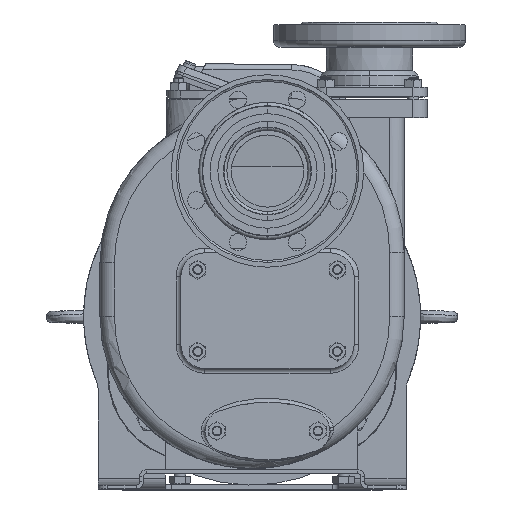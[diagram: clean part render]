
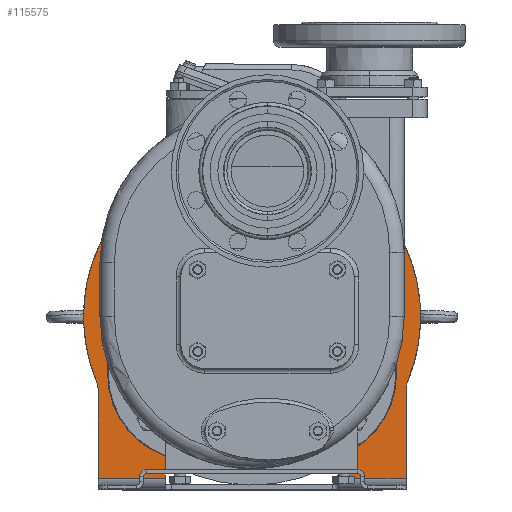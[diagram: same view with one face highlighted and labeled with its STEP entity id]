
A CAD part, top view. The second image highlights one B-rep face of the part: STEP entity #115575.
In plain terms, the highlighted planar face has unit normal (0, 0, 1).
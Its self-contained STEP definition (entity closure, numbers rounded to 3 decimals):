
#24038=CARTESIAN_POINT('',(-84.,-2.,-507.5));
#24039=DIRECTION('',(0.,0.,-1.));
#24040=DIRECTION('',(-1.,0.,0.));
#24041=AXIS2_PLACEMENT_3D('',#24038,#24039,#24040);
#24091=DIRECTION('',(1.,0.,0.));
#24092=VECTOR('',#24091,70.);
#24093=CARTESIAN_POINT('',(-160.,-10.,-507.5));
#24094=LINE('',#24093,#24092);
#24306=DIRECTION('',(1.,0.,0.));
#24307=VECTOR('',#24306,70.);
#24308=CARTESIAN_POINT('',(90.,-10.,-507.5));
#24309=LINE('',#24308,#24307);
#24319=CARTESIAN_POINT('',(0.,158.,-507.5));
#24320=DIRECTION('',(0.,0.,-1.));
#24321=DIRECTION('',(-0.923,-0.385,0.));
#24322=AXIS2_PLACEMENT_3D('',#24319,#24320,#24321);
#24324=DIRECTION('',(0.,-1.,0.));
#24325=VECTOR('',#24324,93.);
#24326=CARTESIAN_POINT('',(160.,83.,-507.5));
#24327=LINE('',#24326,#24325);
#24328=DIRECTION('',(0.,1.,0.));
#24329=VECTOR('',#24328,8.);
#24330=CARTESIAN_POINT('',(90.,-10.,-507.5));
#24331=LINE('',#24330,#24329);
#24332=DIRECTION('',(-1.,0.,0.));
#24333=VECTOR('',#24332,168.);
#24334=CARTESIAN_POINT('',(84.,4.,-507.5));
#24335=LINE('',#24334,#24333);
#24336=DIRECTION('',(0.,1.,0.));
#24337=VECTOR('',#24336,8.);
#24338=CARTESIAN_POINT('',(-90.,-10.,-507.5));
#24339=LINE('',#24338,#24337);
#24340=DIRECTION('',(0.,1.,0.));
#24341=VECTOR('',#24340,93.);
#24342=CARTESIAN_POINT('',(-160.,-10.,-507.5));
#24343=LINE('',#24342,#24341);
#24357=CARTESIAN_POINT('',(-180.,83.,-507.5));
#24358=DIRECTION('',(0.,0.,-1.));
#24359=DIRECTION('',(0.923,0.385,0.));
#24360=AXIS2_PLACEMENT_3D('',#24357,#24358,#24359);
#24375=CARTESIAN_POINT('',(180.,83.,-507.5));
#24376=DIRECTION('',(0.,0.,-1.));
#24377=DIRECTION('',(-1.,0.,0.));
#24378=AXIS2_PLACEMENT_3D('',#24375,#24376,#24377);
#24393=CARTESIAN_POINT('',(84.,-2.,-507.5));
#24394=DIRECTION('',(0.,0.,-1.));
#24395=DIRECTION('',(0.,1.,0.));
#24396=AXIS2_PLACEMENT_3D('',#24393,#24394,#24395);
#24398=CARTESIAN_POINT('',(60.,218.,-507.5));
#24399=DIRECTION('',(0.,0.,1.));
#24400=DIRECTION('',(1.,0.,0.));
#24401=AXIS2_PLACEMENT_3D('',#24398,#24399,#24400);
#24412=DIRECTION('',(0.,1.,0.));
#24413=VECTOR('',#24412,120.);
#24414=CARTESIAN_POINT('',(150.,98.,-507.5));
#24415=LINE('',#24414,#24413);
#24424=CARTESIAN_POINT('',(60.,98.,-507.5));
#24425=DIRECTION('',(0.,0.,1.));
#24426=DIRECTION('',(0.,-1.,0.));
#24427=AXIS2_PLACEMENT_3D('',#24424,#24425,#24426);
#24438=DIRECTION('',(1.,0.,0.));
#24439=VECTOR('',#24438,120.);
#24440=CARTESIAN_POINT('',(-60.,8.,-507.5));
#24441=LINE('',#24440,#24439);
#24450=CARTESIAN_POINT('',(-60.,98.,-507.5));
#24451=DIRECTION('',(0.,0.,1.));
#24452=DIRECTION('',(-1.,0.,0.));
#24453=AXIS2_PLACEMENT_3D('',#24450,#24451,#24452);
#24464=DIRECTION('',(0.,-1.,0.));
#24465=VECTOR('',#24464,120.);
#24466=CARTESIAN_POINT('',(-150.,218.,-507.5));
#24467=LINE('',#24466,#24465);
#24476=CARTESIAN_POINT('',(-60.,218.,-507.5));
#24477=DIRECTION('',(0.,0.,1.));
#24478=DIRECTION('',(0.,1.,0.));
#24479=AXIS2_PLACEMENT_3D('',#24476,#24477,#24478);
#24490=DIRECTION('',(-1.,0.,0.));
#24491=VECTOR('',#24490,120.);
#24492=CARTESIAN_POINT('',(60.,308.,-507.5));
#24493=LINE('',#24492,#24491);
#81252=CARTESIAN_POINT('',(-84.,4.,-507.5));
#81254=VERTEX_POINT('',#81252);
#81256=CARTESIAN_POINT('',(-90.,-2.,-507.5));
#81258=VERTEX_POINT('',#81256);
#81268=CARTESIAN_POINT('',(90.,-2.,-507.5));
#81270=VERTEX_POINT('',#81268);
#81272=CARTESIAN_POINT('',(84.,4.,-507.5));
#81274=VERTEX_POINT('',#81272);
#81283=CARTESIAN_POINT('',(-90.,-10.,-507.5));
#81284=VERTEX_POINT('',#81283);
#81285=CARTESIAN_POINT('',(90.,-10.,-507.5));
#81286=VERTEX_POINT('',#81285);
#81291=CARTESIAN_POINT('',(160.,83.,-507.5));
#81292=CARTESIAN_POINT('',(160.,-10.,-507.5));
#81293=VERTEX_POINT('',#81291);
#81294=VERTEX_POINT('',#81292);
#81299=CARTESIAN_POINT('',(-160.,-10.,-507.5));
#81300=CARTESIAN_POINT('',(-160.,83.,-507.5));
#81301=VERTEX_POINT('',#81299);
#81302=VERTEX_POINT('',#81300);
#81309=CARTESIAN_POINT('',(-161.538,90.692,-507.5));
#81310=VERTEX_POINT('',#81309);
#81313=CARTESIAN_POINT('',(161.538,90.692,-507.5));
#81314=VERTEX_POINT('',#81313);
#81315=CARTESIAN_POINT('',(150.,218.,-507.5));
#81316=CARTESIAN_POINT('',(60.,308.,-507.5));
#81317=VERTEX_POINT('',#81315);
#81318=VERTEX_POINT('',#81316);
#81319=CARTESIAN_POINT('',(-60.,308.,-507.5));
#81320=VERTEX_POINT('',#81319);
#81321=CARTESIAN_POINT('',(-150.,218.,-507.5));
#81322=VERTEX_POINT('',#81321);
#81323=CARTESIAN_POINT('',(-150.,98.,-507.5));
#81324=VERTEX_POINT('',#81323);
#81325=CARTESIAN_POINT('',(-60.,8.,-507.5));
#81326=VERTEX_POINT('',#81325);
#81327=CARTESIAN_POINT('',(60.,8.,-507.5));
#81328=VERTEX_POINT('',#81327);
#81329=CARTESIAN_POINT('',(150.,98.,-507.5));
#81330=VERTEX_POINT('',#81329);
#115531=CARTESIAN_POINT('',(0.,158.,-507.5));
#115532=DIRECTION('',(0.,0.,-1.));
#115533=DIRECTION('',(-1.,0.,0.));
#115534=AXIS2_PLACEMENT_3D('',#115531,#115532,#115533);
#115535=PLANE('',#115534);
#115537=ORIENTED_EDGE('',*,*,#115536,.T.);
#115539=ORIENTED_EDGE('',*,*,#115538,.F.);
#115541=ORIENTED_EDGE('',*,*,#115540,.T.);
#115542=ORIENTED_EDGE('',*,*,#115524,.F.);
#115544=ORIENTED_EDGE('',*,*,#115543,.T.);
#115546=ORIENTED_EDGE('',*,*,#115545,.F.);
#115547=ORIENTED_EDGE('',*,*,#115214,.T.);
#115548=ORIENTED_EDGE('',*,*,#115231,.F.);
#115549=ORIENTED_EDGE('',*,*,#115245,.F.);
#115550=ORIENTED_EDGE('',*,*,#115303,.F.);
#115552=ORIENTED_EDGE('',*,*,#115551,.T.);
#115554=ORIENTED_EDGE('',*,*,#115553,.F.);
#115555=EDGE_LOOP('',(#115537,#115539,#115541,#115542,#115544,#115546,#115547,
#115548,#115549,#115550,#115552,#115554));
#115556=FACE_OUTER_BOUND('',#115555,.F.);
#115558=ORIENTED_EDGE('',*,*,#115557,.T.);
#115560=ORIENTED_EDGE('',*,*,#115559,.T.);
#115562=ORIENTED_EDGE('',*,*,#115561,.T.);
#115564=ORIENTED_EDGE('',*,*,#115563,.T.);
#115566=ORIENTED_EDGE('',*,*,#115565,.T.);
#115568=ORIENTED_EDGE('',*,*,#115567,.T.);
#115570=ORIENTED_EDGE('',*,*,#115569,.T.);
#115572=ORIENTED_EDGE('',*,*,#115571,.T.);
#115573=EDGE_LOOP('',(#115558,#115560,#115562,#115564,#115566,#115568,#115570,
#115572));
#115574=FACE_BOUND('',#115573,.F.);
#115575=ADVANCED_FACE('',(#115556,#115574),#115535,.F.);
#24042=CIRCLE('',#24041,6.);
#24323=CIRCLE('',#24322,175.);
#24361=CIRCLE('',#24360,20.);
#24379=CIRCLE('',#24378,20.);
#24397=CIRCLE('',#24396,6.);
#24402=CIRCLE('',#24401,90.);
#24428=CIRCLE('',#24427,90.);
#24454=CIRCLE('',#24453,90.);
#24480=CIRCLE('',#24479,90.);
#115214=EDGE_CURVE('',#81274,#81254,#24335,.T.);
#115231=EDGE_CURVE('',#81258,#81254,#24042,.T.);
#115245=EDGE_CURVE('',#81284,#81258,#24339,.T.);
#115303=EDGE_CURVE('',#81301,#81284,#24094,.T.);
#115524=EDGE_CURVE('',#81286,#81294,#24309,.T.);
#115536=EDGE_CURVE('',#81310,#81314,#24323,.T.);
#115538=EDGE_CURVE('',#81293,#81314,#24379,.T.);
#115540=EDGE_CURVE('',#81293,#81294,#24327,.T.);
#115543=EDGE_CURVE('',#81286,#81270,#24331,.T.);
#115545=EDGE_CURVE('',#81274,#81270,#24397,.T.);
#115551=EDGE_CURVE('',#81301,#81302,#24343,.T.);
#115553=EDGE_CURVE('',#81310,#81302,#24361,.T.);
#115557=EDGE_CURVE('',#81317,#81318,#24402,.T.);
#115559=EDGE_CURVE('',#81318,#81320,#24493,.T.);
#115561=EDGE_CURVE('',#81320,#81322,#24480,.T.);
#115563=EDGE_CURVE('',#81322,#81324,#24467,.T.);
#115565=EDGE_CURVE('',#81324,#81326,#24454,.T.);
#115567=EDGE_CURVE('',#81326,#81328,#24441,.T.);
#115569=EDGE_CURVE('',#81328,#81330,#24428,.T.);
#115571=EDGE_CURVE('',#81330,#81317,#24415,.T.);
